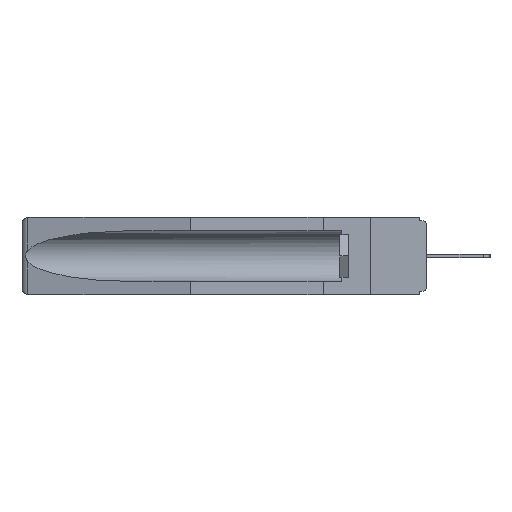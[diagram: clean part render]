
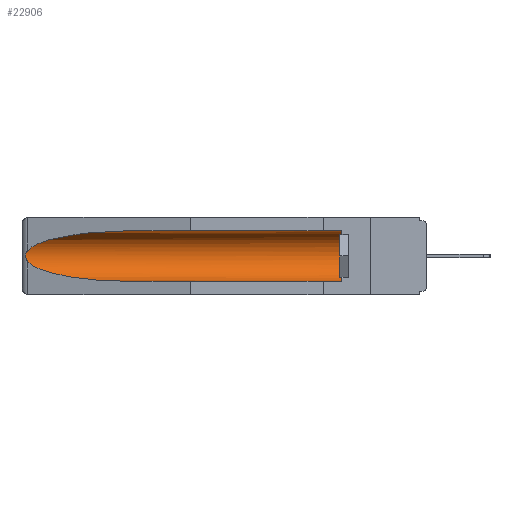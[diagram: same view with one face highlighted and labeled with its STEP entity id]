
A CAD part, left-side view. The second image highlights one B-rep face of the part: STEP entity #22906.
In plain terms, the highlighted cylindrical face has radius 2.857 mm (diameter 5.715 mm), a partial arc.
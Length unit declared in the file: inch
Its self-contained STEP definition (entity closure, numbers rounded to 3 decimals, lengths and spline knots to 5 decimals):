
#277 = CARTESIAN_POINT ( 'NONE',  ( 0.2675, 1.53308, -0.17534 ) ) ;
#456 = DIRECTION ( 'NONE',  ( 0., 1., 0. ) ) ;
#807 = CARTESIAN_POINT ( 'NONE',  ( 0.155, -0.30754, -0.1715 ) ) ;
#1444 = EDGE_CURVE ( 'NONE', #22048, #7308, #14996, .T. ) ;
#1500 = LINE ( 'NONE', #3438, #11514 ) ;
#2088 = DIRECTION ( 'NONE',  ( 0., -1., 0. ) ) ;
#2289 = CARTESIAN_POINT ( 'NONE',  ( 0.26655, 1.53094, -0.18657 ) ) ;
#2835 = DIRECTION ( 'NONE',  ( 0., 1., 0. ) ) ;
#2962 = CYLINDRICAL_SURFACE ( 'NONE', #4930, 0.1125 ) ;
#3022 = ORIENTED_EDGE ( 'NONE', *, *, #1444, .T. ) ;
#3076 = VERTEX_POINT ( 'NONE', #8127 ) ;
#3438 = CARTESIAN_POINT ( 'NONE',  ( 0.155, -0.30754, -0.284 ) ) ;
#3571 =( BOUNDED_CURVE ( )  B_SPLINE_CURVE ( 3, ( #18269, #13489, #7521, #7759 ),
 .UNSPECIFIED., .F., .F. ) 
 B_SPLINE_CURVE_WITH_KNOTS ( ( 4, 4 ),
 ( 4.71239, 6.08839 ),
 .UNSPECIFIED. ) 
 CURVE ( )  GEOMETRIC_REPRESENTATION_ITEM ( )  RATIONAL_B_SPLINE_CURVE ( ( 1., 0.848, 0.848, 1. ) ) 
 REPRESENTATION_ITEM ( '' )  );
#3574 = LINE ( 'NONE', #12396, #19426 ) ;
#3904 = EDGE_CURVE ( 'NONE', #6540, #11842, #3571, .T. ) ;
#4035 = CARTESIAN_POINT ( 'NONE',  ( 0.155, 1.07973, -0.059 ) ) ;
#4348 = CARTESIAN_POINT ( 'NONE',  ( 0.26537, 1.52718, -0.19328 ) ) ;
#4930 = AXIS2_PLACEMENT_3D ( 'NONE', #807, #2835, #8788 ) ;
#6275 = CARTESIAN_POINT ( 'NONE',  ( 0.26597, 1.52961, -0.15275 ) ) ;
#6540 = VERTEX_POINT ( 'NONE', #4035 ) ;
#7308 = VERTEX_POINT ( 'NONE', #20225 ) ;
#7521 = CARTESIAN_POINT ( 'NONE',  ( 0.25451, 1.48313, -0.09465 ) ) ;
#7662 = EDGE_CURVE ( 'NONE', #3076, #7308, #1500, .T. ) ;
#7759 = CARTESIAN_POINT ( 'NONE',  ( 0.26537, 1.52718, -0.14972 ) ) ;
#8127 = CARTESIAN_POINT ( 'NONE',  ( 0.155, 0.126, -0.284 ) ) ;
#8176 = ORIENTED_EDGE ( 'NONE', *, *, #7662, .F. ) ;
#8253 = CARTESIAN_POINT ( 'NONE',  ( 0.26537, 1.52718, -0.14972 ) ) ;
#8788 = DIRECTION ( 'NONE',  ( 0., 0., 1. ) ) ;
#9212 = EDGE_CURVE ( 'NONE', #11842, #22048, #15582, .T. ) ;
#9302 = ORIENTED_EDGE ( 'NONE', *, *, #13316, .T. ) ;
#9947 = AXIS2_PLACEMENT_3D ( 'NONE', #13983, #2088, #15996 ) ;
#10297 = CARTESIAN_POINT ( 'NONE',  ( 0.26654, 1.53092, -0.15636 ) ) ;
#10590 = CIRCLE ( 'NONE', #9947, 0.1125 ) ;
#11514 = VECTOR ( 'NONE', #13314, 39.37008 ) ;
#11842 = VERTEX_POINT ( 'NONE', #21055 ) ;
#12015 = CARTESIAN_POINT ( 'NONE',  ( 0.26537, 1.52718, -0.19328 ) ) ;
#12081 = CARTESIAN_POINT ( 'NONE',  ( 0.25451, 1.48313, -0.24835 ) ) ;
#12226 = CARTESIAN_POINT ( 'NONE',  ( 0.2675, 1.53308, -0.16763 ) ) ;
#12396 = CARTESIAN_POINT ( 'NONE',  ( 0.155, -0.30754, -0.059 ) ) ;
#13314 = DIRECTION ( 'NONE',  ( 0., 1., 0. ) ) ;
#13316 = EDGE_CURVE ( 'NONE', #3076, #23429, #10590, .T. ) ;
#13489 = CARTESIAN_POINT ( 'NONE',  ( 0.21114, 1.30732, -0.059 ) ) ;
#13983 = CARTESIAN_POINT ( 'NONE',  ( 0.155, 0.126, -0.1715 ) ) ;
#14136 = FACE_OUTER_BOUND ( 'NONE', #15849, .T. ) ;
#14192 = CARTESIAN_POINT ( 'NONE',  ( 0.2673, 1.53269, -0.17917 ) ) ;
#14996 =( BOUNDED_CURVE ( )  B_SPLINE_CURVE ( 3, ( #12015, #12081, #22740, #25712 ),
 .UNSPECIFIED., .F., .F. ) 
 B_SPLINE_CURVE_WITH_KNOTS ( ( 4, 4 ),
 ( 0.1948, 1.5708 ),
 .UNSPECIFIED. ) 
 CURVE ( )  GEOMETRIC_REPRESENTATION_ITEM ( )  RATIONAL_B_SPLINE_CURVE ( ( 1., 0.848, 0.848, 1. ) ) 
 REPRESENTATION_ITEM ( '' )  );
#15582 = B_SPLINE_CURVE_WITH_KNOTS ( 'NONE', 3,
 ( #8253, #6275, #10297, #24105, #12226, #277, #14192, #2289, #16215, #4348 ),
 .UNSPECIFIED., .F., .F.,
 ( 4, 2, 2, 2, 4 ),
 ( 0., 0.00029, 0.00058, 0.00087, 0.00117 ),
 .UNSPECIFIED. ) ;
#15849 = EDGE_LOOP ( 'NONE', ( #18241, #22485, #3022, #8176, #9302, #22373 ) ) ;
#15996 = DIRECTION ( 'NONE',  ( 0., 0., 1. ) ) ;
#16215 = CARTESIAN_POINT ( 'NONE',  ( 0.26597, 1.5296, -0.19026 ) ) ;
#18241 = ORIENTED_EDGE ( 'NONE', *, *, #3904, .T. ) ;
#18269 = CARTESIAN_POINT ( 'NONE',  ( 0.155, 1.07973, -0.059 ) ) ;
#19426 = VECTOR ( 'NONE', #456, 39.37008 ) ;
#20225 = CARTESIAN_POINT ( 'NONE',  ( 0.155, 1.07973, -0.284 ) ) ;
#21055 = CARTESIAN_POINT ( 'NONE',  ( 0.26537, 1.52718, -0.14972 ) ) ;
#22048 = VERTEX_POINT ( 'NONE', #23814 ) ;
#22373 = ORIENTED_EDGE ( 'NONE', *, *, #23314, .T. ) ;
#22485 = ORIENTED_EDGE ( 'NONE', *, *, #9212, .T. ) ;
#22740 = CARTESIAN_POINT ( 'NONE',  ( 0.21114, 1.30732, -0.284 ) ) ;
#22906 = ADVANCED_FACE ( 'NONE', ( #14136 ), #2962, .F. ) ;
#23314 = EDGE_CURVE ( 'NONE', #23429, #6540, #3574, .T. ) ;
#23429 = VERTEX_POINT ( 'NONE', #24598 ) ;
#23814 = CARTESIAN_POINT ( 'NONE',  ( 0.26537, 1.52718, -0.19328 ) ) ;
#24105 = CARTESIAN_POINT ( 'NONE',  ( 0.2673, 1.5327, -0.16383 ) ) ;
#24598 = CARTESIAN_POINT ( 'NONE',  ( 0.155, 0.126, -0.059 ) ) ;
#25712 = CARTESIAN_POINT ( 'NONE',  ( 0.155, 1.07973, -0.284 ) ) ;
